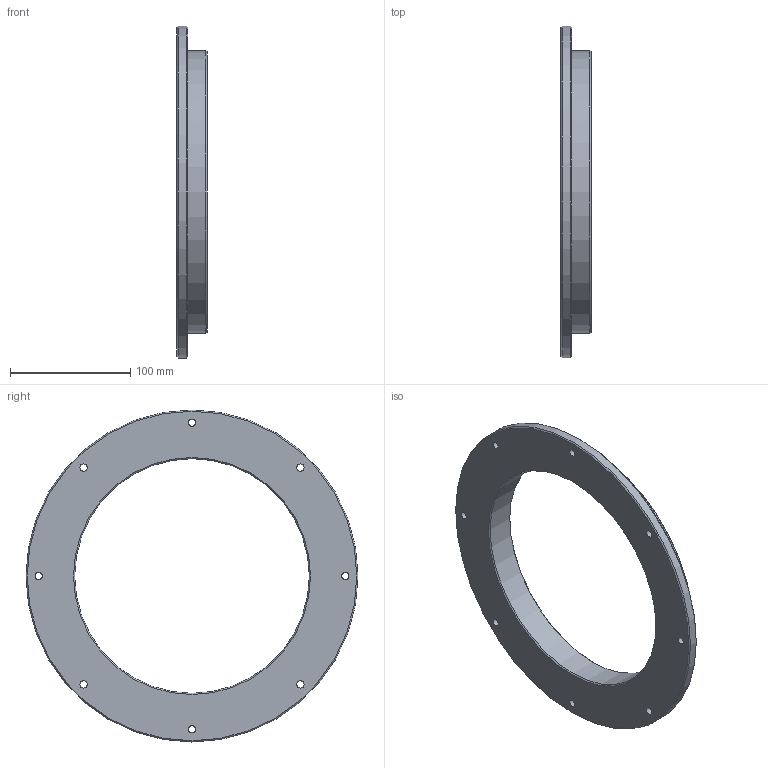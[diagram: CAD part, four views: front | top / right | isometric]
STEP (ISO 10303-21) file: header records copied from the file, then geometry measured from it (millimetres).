
FILE_DESCRIPTION(('STEP AP242'), '1');
FILE_NAME('2. Ïåðåäíåå óïëîòíèòåëüíîå êîëüöî (ñî ñòîðîíû âñàñûâàíèÿ)', '', ('UNSPECIFIED'), ('UNSPECIFIED'), 'C3D Converter', 'C3D Toolkit', '');
FILE_SCHEMA(('AP242_MANAGED_MODEL_BASED_3D_ENGINEERING_MIM_LF { 1 0 10303 442 1 1 4 }'));
Length unit declared in the file: millimetre
Bounding box: 25 x 276 x 276 mm (x, y, z)
Volume: 479497.3 mm3; surface area: 93554.3 mm2
Topology: 1 solids, 1 shells, 19 faces, 43 edges, 27 vertices
Faces by surface type: cylinder 11, cone 5, plane 3
Full cylindrical faces by diameter (mm): 6 x8, 195 x1, 235 x1, 276 x1
Entity records: 692 total; most frequent: DIRECTION 94, CARTESIAN_POINT 74, EDGE_LOOP 54, ORIENTED_EDGE 54, AXIS2_PLACEMENT_3D 47, FACE_OUTER_BOUND 32, EDGE_CURVE 27, VERTEX_POINT 27
